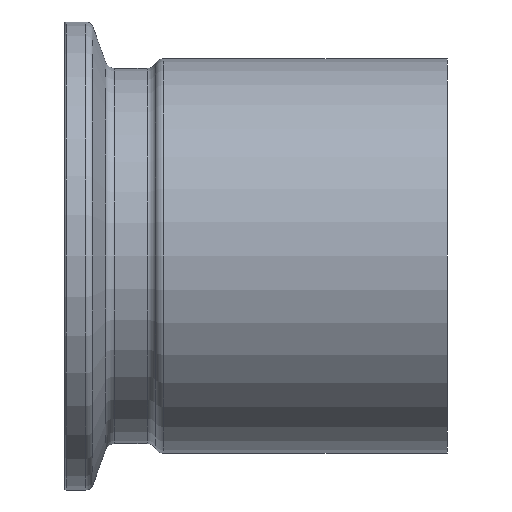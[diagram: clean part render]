
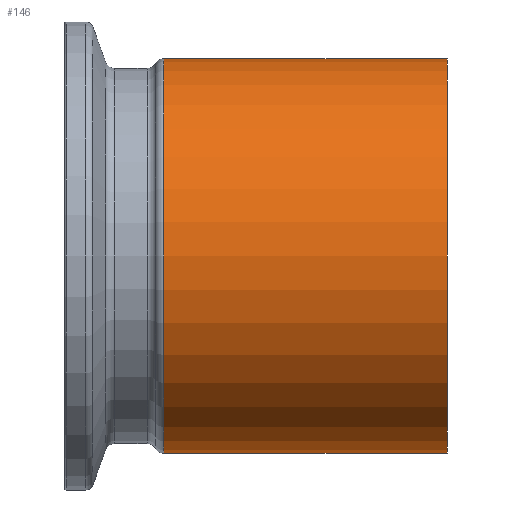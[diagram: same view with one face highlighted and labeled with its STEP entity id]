
A CAD part, front view. The second image highlights one B-rep face of the part: STEP entity #146.
In plain terms, the highlighted cylindrical face has radius 21.285 mm (diameter 42.57 mm), a partial arc.
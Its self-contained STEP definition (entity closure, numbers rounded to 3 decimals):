
#25 = DIRECTION ( 'NONE',  ( 0., 0., 1. ) ) ;
#31 = DIRECTION ( 'NONE',  ( -1., 0., 0. ) ) ;
#34 = CIRCLE ( 'NONE', #107, 21.285 ) ;
#46 = VERTEX_POINT ( 'NONE', #606 ) ;
#48 = VECTOR ( 'NONE', #825, 1000. ) ;
#105 = EDGE_LOOP ( 'NONE', ( #111, #430, #201, #828 ) ) ;
#107 = AXIS2_PLACEMENT_3D ( 'NONE', #768, #404, #192 ) ;
#111 = ORIENTED_EDGE ( 'NONE', *, *, #604, .F. ) ;
#146 = ADVANCED_FACE ( 'NONE', ( #734 ), #386, .T. ) ;
#150 = EDGE_CURVE ( 'NONE', #849, #46, #875, .T. ) ;
#176 = CARTESIAN_POINT ( 'NONE',  ( 41.3, 0., -21.285 ) ) ;
#192 = DIRECTION ( 'NONE',  ( 0., 0., 1. ) ) ;
#201 = ORIENTED_EDGE ( 'NONE', *, *, #150, .T. ) ;
#248 = CARTESIAN_POINT ( 'NONE',  ( 0., 0., 21.285 ) ) ;
#263 = CARTESIAN_POINT ( 'NONE',  ( 0., 0., -21.285 ) ) ;
#266 = VERTEX_POINT ( 'NONE', #283 ) ;
#283 = CARTESIAN_POINT ( 'NONE',  ( 10.669, 0., -21.285 ) ) ;
#298 = AXIS2_PLACEMENT_3D ( 'NONE', #664, #31, #315 ) ;
#315 = DIRECTION ( 'NONE',  ( 0., 0., 1. ) ) ;
#330 = CIRCLE ( 'NONE', #639, 21.285 ) ;
#376 = EDGE_CURVE ( 'NONE', #266, #46, #330, .T. ) ;
#386 = CYLINDRICAL_SURFACE ( 'NONE', #298, 21.285 ) ;
#404 = DIRECTION ( 'NONE',  ( -1., 0., 0. ) ) ;
#430 = ORIENTED_EDGE ( 'NONE', *, *, #683, .T. ) ;
#472 = LINE ( 'NONE', #263, #48 ) ;
#530 = VERTEX_POINT ( 'NONE', #176 ) ;
#570 = CARTESIAN_POINT ( 'NONE',  ( 10.669, 0., 0. ) ) ;
#587 = DIRECTION ( 'NONE',  ( -1., 0., 0. ) ) ;
#604 = EDGE_CURVE ( 'NONE', #530, #266, #472, .T. ) ;
#606 = CARTESIAN_POINT ( 'NONE',  ( 10.669, 0., 21.285 ) ) ;
#631 = CARTESIAN_POINT ( 'NONE',  ( 41.3, 0., 21.285 ) ) ;
#639 = AXIS2_PLACEMENT_3D ( 'NONE', #570, #587, #25 ) ;
#664 = CARTESIAN_POINT ( 'NONE',  ( 0., 0., 0. ) ) ;
#683 = EDGE_CURVE ( 'NONE', #530, #849, #34, .T. ) ;
#708 = VECTOR ( 'NONE', #906, 1000. ) ;
#734 = FACE_OUTER_BOUND ( 'NONE', #105, .T. ) ;
#768 = CARTESIAN_POINT ( 'NONE',  ( 41.3, 0., 0. ) ) ;
#825 = DIRECTION ( 'NONE',  ( -1., 0., 0. ) ) ;
#828 = ORIENTED_EDGE ( 'NONE', *, *, #376, .F. ) ;
#849 = VERTEX_POINT ( 'NONE', #631 ) ;
#875 = LINE ( 'NONE', #248, #708 ) ;
#906 = DIRECTION ( 'NONE',  ( -1., 0., 0. ) ) ;
